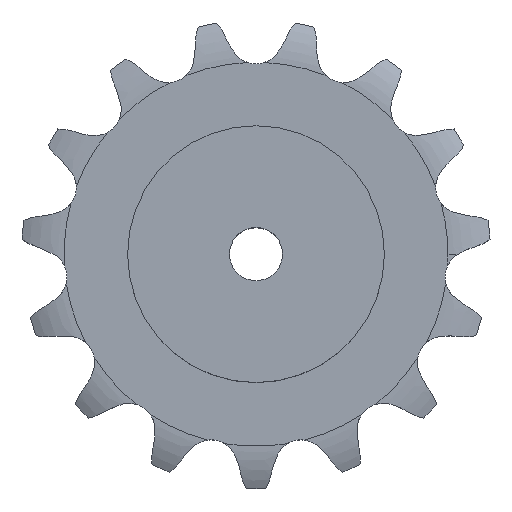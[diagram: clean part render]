
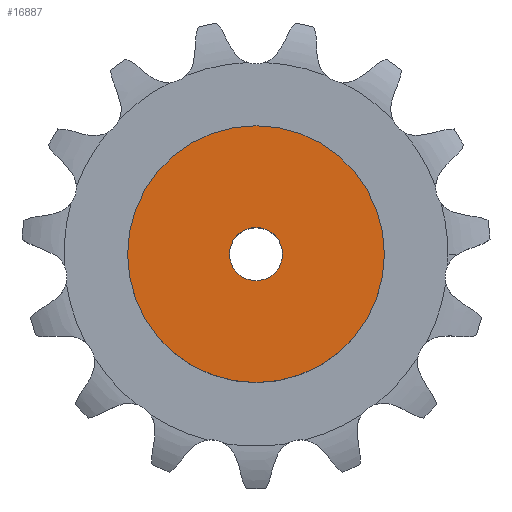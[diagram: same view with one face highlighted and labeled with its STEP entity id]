
A CAD part, top view. The second image highlights one B-rep face of the part: STEP entity #16887.
In plain terms, the highlighted planar face has unit normal (0, 0, 1).
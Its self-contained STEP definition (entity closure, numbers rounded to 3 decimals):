
#2451 = CYLINDRICAL_SURFACE('',#2452,72.5);
#2452 = AXIS2_PLACEMENT_3D('',#2453,#2454,#2455);
#2453 = CARTESIAN_POINT('',(0.,0.,0.));
#2454 = DIRECTION('',(-0.,-0.,-1.));
#2455 = DIRECTION('',(1.,0.,0.));
#10996 = VERTEX_POINT('',#10997);
#10997 = CARTESIAN_POINT('',(72.5,0.,80.));
#11018 = EDGE_CURVE('',#10996,#10996,#11019,.T.);
#11019 = SURFACE_CURVE('',#11020,(#11025,#11032),.PCURVE_S1.);
#11020 = CIRCLE('',#11021,72.5);
#11021 = AXIS2_PLACEMENT_3D('',#11022,#11023,#11024);
#11022 = CARTESIAN_POINT('',(0.,0.,80.));
#11023 = DIRECTION('',(0.,0.,1.));
#11024 = DIRECTION('',(1.,0.,0.));
#11025 = PCURVE('',#2451,#11026);
#11026 = DEFINITIONAL_REPRESENTATION('',(#11027),#11031);
#11027 = LINE('',#11028,#11029);
#11028 = CARTESIAN_POINT('',(-0.,-80.));
#11029 = VECTOR('',#11030,1.);
#11030 = DIRECTION('',(-1.,0.));
#11031 = ( GEOMETRIC_REPRESENTATION_CONTEXT(2) 
PARAMETRIC_REPRESENTATION_CONTEXT() REPRESENTATION_CONTEXT('2D SPACE',''
  ) );
#11032 = PCURVE('',#11033,#11038);
#11033 = PLANE('',#11034);
#11034 = AXIS2_PLACEMENT_3D('',#11035,#11036,#11037);
#11035 = CARTESIAN_POINT('',(0.,0.,80.)
  );
#11036 = DIRECTION('',(0.,0.,1.));
#11037 = DIRECTION('',(1.,0.,0.));
#11038 = DEFINITIONAL_REPRESENTATION('',(#11039),#11043);
#11039 = CIRCLE('',#11040,72.5);
#11040 = AXIS2_PLACEMENT_2D('',#11041,#11042);
#11041 = CARTESIAN_POINT('',(0.,0.));
#11042 = DIRECTION('',(1.,0.));
#11043 = ( GEOMETRIC_REPRESENTATION_CONTEXT(2) 
PARAMETRIC_REPRESENTATION_CONTEXT() REPRESENTATION_CONTEXT('2D SPACE',''
  ) );
#14508 = CYLINDRICAL_SURFACE('',#14509,15.);
#14509 = AXIS2_PLACEMENT_3D('',#14510,#14511,#14512);
#14510 = CARTESIAN_POINT('',(0.,0.,425.905));
#14511 = DIRECTION('',(0.,0.,1.));
#14512 = DIRECTION('',(1.,0.,0.));
#16887 = ADVANCED_FACE('',(#16888,#16891),#11033,.T.);
#16888 = FACE_BOUND('',#16889,.T.);
#16889 = EDGE_LOOP('',(#16890));
#16890 = ORIENTED_EDGE('',*,*,#11018,.T.);
#16891 = FACE_BOUND('',#16892,.T.);
#16892 = EDGE_LOOP('',(#16893));
#16893 = ORIENTED_EDGE('',*,*,#16894,.F.);
#16894 = EDGE_CURVE('',#16895,#16895,#16897,.T.);
#16895 = VERTEX_POINT('',#16896);
#16896 = CARTESIAN_POINT('',(15.,0.,80.));
#16897 = SURFACE_CURVE('',#16898,(#16903,#16910),.PCURVE_S1.);
#16898 = CIRCLE('',#16899,15.);
#16899 = AXIS2_PLACEMENT_3D('',#16900,#16901,#16902);
#16900 = CARTESIAN_POINT('',(0.,0.,80.));
#16901 = DIRECTION('',(0.,0.,1.));
#16902 = DIRECTION('',(1.,0.,0.));
#16903 = PCURVE('',#11033,#16904);
#16904 = DEFINITIONAL_REPRESENTATION('',(#16905),#16909);
#16905 = CIRCLE('',#16906,15.);
#16906 = AXIS2_PLACEMENT_2D('',#16907,#16908);
#16907 = CARTESIAN_POINT('',(0.,0.));
#16908 = DIRECTION('',(1.,0.));
#16909 = ( GEOMETRIC_REPRESENTATION_CONTEXT(2) 
PARAMETRIC_REPRESENTATION_CONTEXT() REPRESENTATION_CONTEXT('2D SPACE',''
  ) );
#16910 = PCURVE('',#14508,#16911);
#16911 = DEFINITIONAL_REPRESENTATION('',(#16912),#16916);
#16912 = LINE('',#16913,#16914);
#16913 = CARTESIAN_POINT('',(0.,-345.905));
#16914 = VECTOR('',#16915,1.);
#16915 = DIRECTION('',(1.,0.));
#16916 = ( GEOMETRIC_REPRESENTATION_CONTEXT(2) 
PARAMETRIC_REPRESENTATION_CONTEXT() REPRESENTATION_CONTEXT('2D SPACE',''
  ) );
